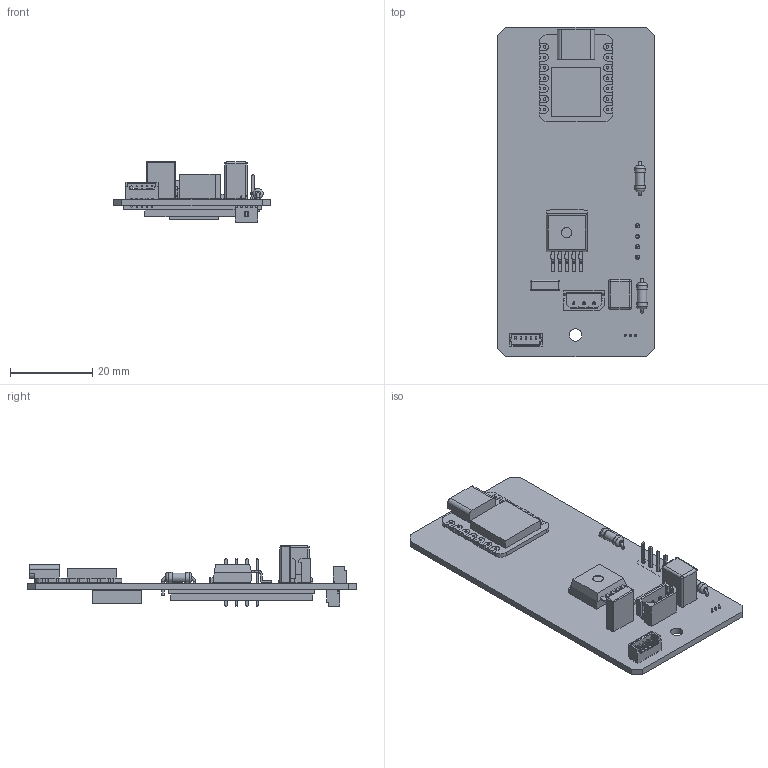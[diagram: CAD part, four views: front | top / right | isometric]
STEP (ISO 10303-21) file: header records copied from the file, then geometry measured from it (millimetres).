
FILE_DESCRIPTION(('KiCad electronic assembly'),'2;1');
FILE_NAME('STIC.step','2023-03-25T13:53:19',('An Author'),('A Company'), 'Open CASCADE STEP processor 7.3','KiCad to STEP converter','Unknown' );
FILE_SCHEMA(('AUTOMOTIVE_DESIGN { 1 0 10303 214 1 1 1 1 }'));
Length unit declared in the file: millimetre
Products named in the file (22): Open CASCADE STEP translator 7.3 1; OLED1_3; COMPOUND; AST1240MLTRQ; C_Rect_L7.2mm_W5.5mm_P5.00mm_FKS2_FKP2_MKS2_MKP2; SOLID; C_Rect_L7.2mm_W2.5mm_P5.00mm_FKS2_FKP2_MKS2_MKP2; 53047-0310; 53047-0510; 22-03-5035; TO-263-5_TabPin6; Seeeduino_Xiao; R_Axial_DIN0207_L6.3mm_D2.5mm_P7.62mm_Horizontal
Assembly tree (22 placements, depth 3):
  Open CASCADE STEP translator 7.3 1
    OLED1_3
      COMPOUND
    AST1240MLTRQ
      COMPOUND
    C_Rect_L7.2mm_W5.5mm_P5.00mm_FKS2_FKP2_MKS2_MKP2
      SOLID
    C_Rect_L7.2mm_W2.5mm_P5.00mm_FKS2_FKP2_MKS2_MKP2
      SOLID
    53047-0310
      COMPOUND
    53047-0510
      COMPOUND
    22-03-5035
      COMPOUND
    TO-263-5_TabPin6
      SOLID
    Seeeduino_Xiao
      SOLID
    R_Axial_DIN0207_L6.3mm_D2.5mm_P7.62mm_Horizontal  x2
      SOLID
    COMPOUND
Bounding box: 38 x 80 x 14.7 mm (x, y, z)
Volume: 9995.4 mm3; surface area: 14611.3 mm2
Topology: 16 solids, 16 shells, 950 faces, 2515 edges, 1672 vertices
Faces by surface type: plane 759, cylinder 163, bspline 12, sphere 8, torus 8
Full cylindrical faces by diameter (mm): 0.5 x12, 0.6 x18, 0.8 x8, 0.85 x3, 1 x4, 2.25 x2, 2.5 x5, 3.017 x1
Entity records: 67210 total; most frequent: CARTESIAN_POINT 14262, DIRECTION 9386, LINE 6653, VECTOR 6653, ORIENTED_EDGE 4904, PCURVE 4904, DEFINITIONAL_REPRESENTATION 4904, EDGE_CURVE 2452
